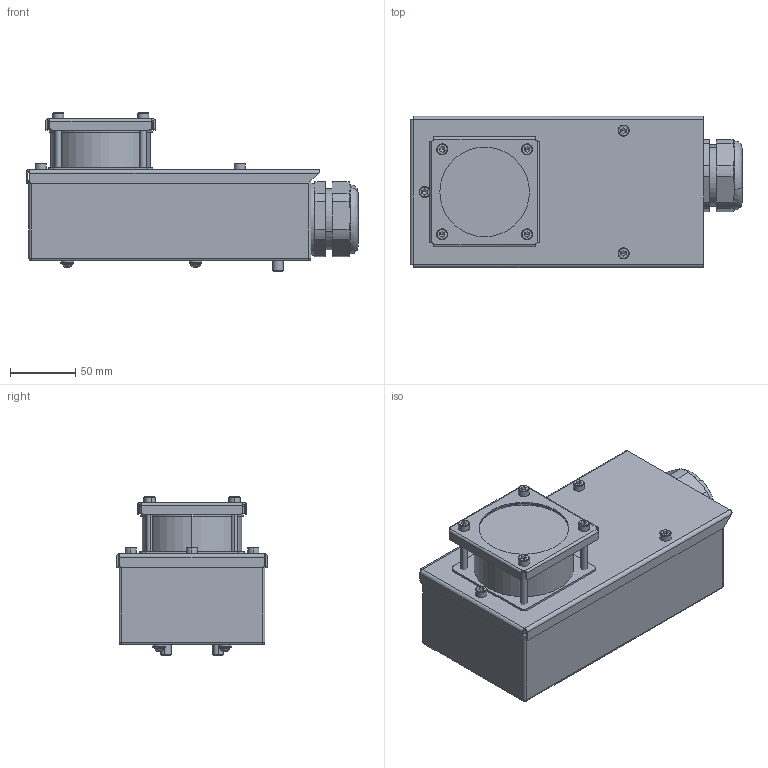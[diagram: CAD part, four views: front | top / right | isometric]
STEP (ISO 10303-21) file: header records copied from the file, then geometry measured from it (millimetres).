
FILE_DESCRIPTION (( 'STEP AP203' ), '1' );
FILE_NAME ('L15-BA.STEP', '2019-10-30T20:39:36', ( '' ), ( '' ), 'SwSTEP 2.0', 'SolidWorks 2018', '' );
FILE_SCHEMA (( 'CONFIG_CONTROL_DESIGN' ));
Length unit declared in the file: inch
Products named in the file (18): L15-GK001; VP02-VP7; PG36 PET Seal; TUBE-POLY-3-.125; S5-16-18+8 BSW; SM4+6 BSW_SM4+6 BSW6; L1-GK02; VP02-GK3; L15-BA; L15-LID001; L1-GK03; PG36-LP; VP02-FP1; socket button head cap screw_am_B18.3.4M - 4 x 0.7 x 8 SBHCS --N6; socket head cap screw_am_B18.3.1M - 5 x 0.8 x 10 Hex SHCS -- 10NHX8; socket head cap screw_am_B18.3.1M - 8 x 1.25 x 12 Hex SHCS -- 12NHX8; L15-BODY002; socket head cap screw_am_B18.3.1M - 5 x 0.8 x 45 Hex SHCS -- 22NHX8
Assembly tree (30 placements, depth 2):
  L15-BA
    L1-GK02
    TUBE-POLY-3-.125
    VP02-VP7
    L1-GK03
    VP02-FP1
    VP02-GK3
    L15-LID001
    L15-GK001
    L15-BODY002
    socket head cap screw_am_B18.3.1M - 5 x 0.8 x 45 Hex SHCS -- 22NHX8  x4
    socket head cap screw_am_B18.3.1M - 5 x 0.8 x 10 Hex SHCS -- 10NHX8  x3
    PG36-LP
    PG36 PET Seal
    SM4+6 BSW_SM4+6 BSW6  x4
    socket button head cap screw_am_B18.3.4M - 4 x 0.7 x 8 SBHCS --N6  x4
    S5-16-18+8 BSW  x2
    socket head cap screw_am_B18.3.1M - 8 x 1.25 x 12 Hex SHCS -- 12NHX8  x2
Bounding box: 254.18 x 115.72 x 121.9 mm (x, y, z)
Volume: 328363.4 mm3; surface area: 314191.2 mm2
Topology: 34 solids, 34 shells, 809 faces, 1897 edges, 1156 vertices
Faces by surface type: plane 361, cylinder 288, cone 96, bspline 30, torus 26, sphere 8
Entity records: 18680 total; most frequent: CARTESIAN_POINT 3689, DIRECTION 2812, ORIENTED_EDGE 2514, EDGE_CURVE 1257, AXIS2_PLACEMENT_3D 1076, VERTEX_POINT 797, LINE 660, VECTOR 660
